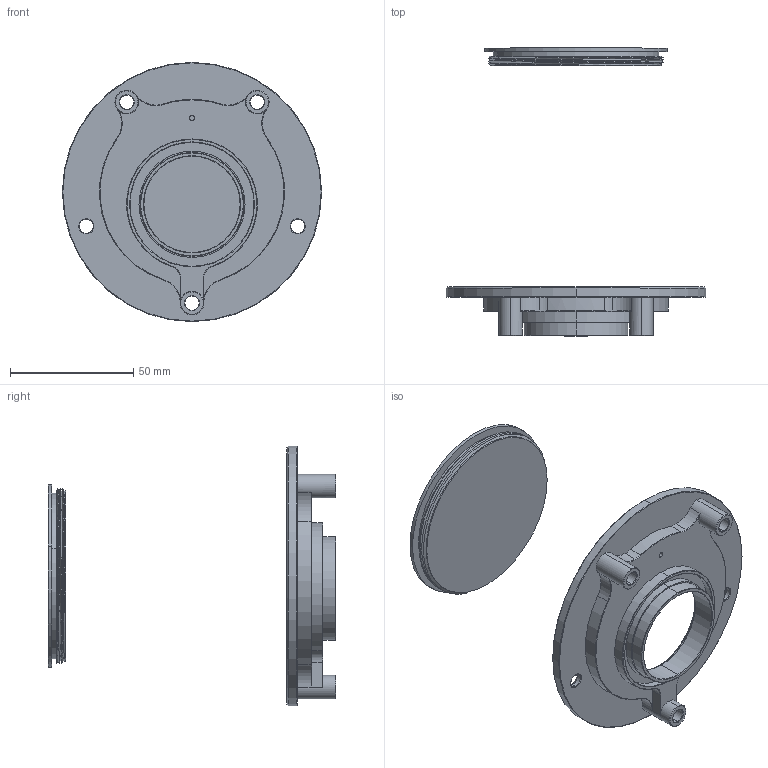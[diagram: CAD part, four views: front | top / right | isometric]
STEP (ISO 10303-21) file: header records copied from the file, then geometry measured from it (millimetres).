
FILE_DESCRIPTION (( 'STEP AP214' ), '1' );
FILE_NAME ('Tampa Tanque -Desmonstração.STEP', '2013-04-27T16:05:06', ( 'Admin' ), ( '' ), 'SwSTEP 2.0', 'SolidWorks 2011', '' );
FILE_SCHEMA (( 'AUTOMOTIVE_DESIGN' ));
Length unit declared in the file: millimetre
Products named in the file (3): tampa; base; Tampa Tanque -Desmonstração
Assembly tree (2 placements, depth 2):
  Tampa Tanque -Desmonstração
    tampa
    base
Bounding box: 105 x 116.56 x 105 mm (x, y, z)
Volume: 45010.8 mm3; surface area: 39678.1 mm2
Topology: 2 solids, 2 shells, 217 faces, 521 edges, 319 vertices
Faces by surface type: cylinder 81, cone 67, torus 34, plane 31, bspline 4
Entity records: 7717 total; most frequent: CARTESIAN_POINT 2482, DIRECTION 1191, ORIENTED_EDGE 1030, EDGE_CURVE 515, AXIS2_PLACEMENT_3D 514, VERTEX_POINT 319, CIRCLE 296, EDGE_LOOP 248
